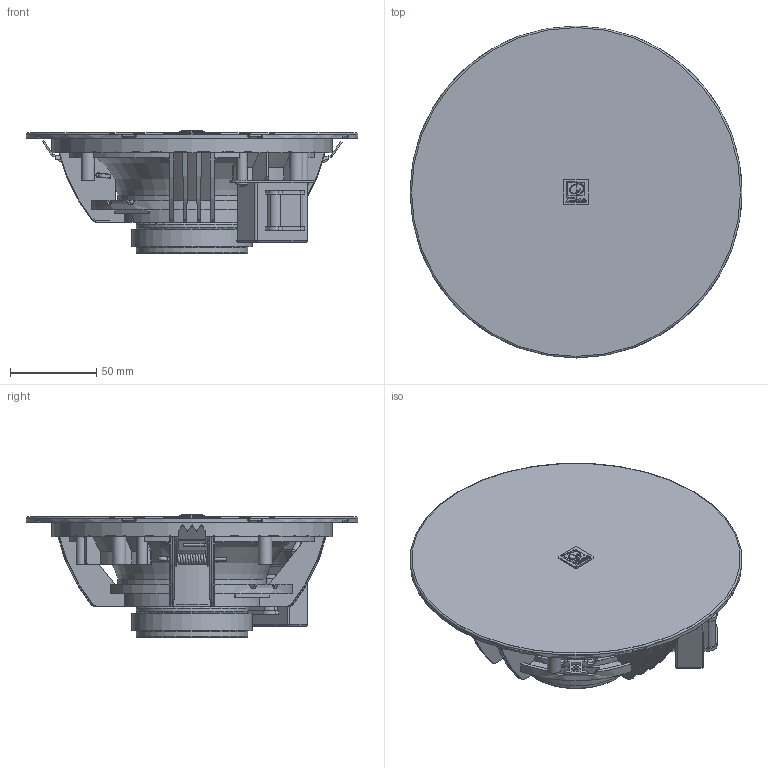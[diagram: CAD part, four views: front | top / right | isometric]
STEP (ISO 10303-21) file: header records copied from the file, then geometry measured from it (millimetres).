
FILE_DESCRIPTION(/* description */ (''),/* implementation_level */ '2;1');
FILE_NAME(/* name */ 'AUDAC-CENA7.stp',/* time_stamp */ '2021-02-25T14:56:52+01:00',/* author */ ('kamiel'),/* organization */ (''),/* preprocessor_version */ 'ST-DEVELOPER v18.1',/* originating_system */ 'Autodesk Inventor 2021',/* authorisation */ '');
FILE_SCHEMA (('AUTOMOTIVE_DESIGN { 1 0 10303 214 3 1 1 }'));
Length unit declared in the file: millimetre
Products named in the file (1): AUDAC-CENA7
Bounding box: 193 x 193 x 71.4 mm (x, y, z)
Volume: 694512.4 mm3; surface area: 140735 mm2
Topology: 3 solids, 7 shells, 1052 faces, 2910 edges, 1904 vertices
Faces by surface type: plane 527, cylinder 230, bspline 169, torus 65, cone 51, sphere 10
Full cylindrical faces by diameter (mm): 1.5 x2, 2 x6, 2.5 x1, 3 x4, 3.4 x4, 3.9 x4, 6 x2, 7.9 x2, 65 x2, 70 x1, 86.161 x1, 93 x1, 162.8 x1, 191.2 x1, 191.8 x1, 193 x1
Entity records: 43679 total; most frequent: CARTESIAN_POINT 16580, ORIENTED_EDGE 5814, DIRECTION 4952, EDGE_CURVE 2907, VERTEX_POINT 1904, AXIS2_PLACEMENT_3D 1755, LINE 1442, VECTOR 1442
